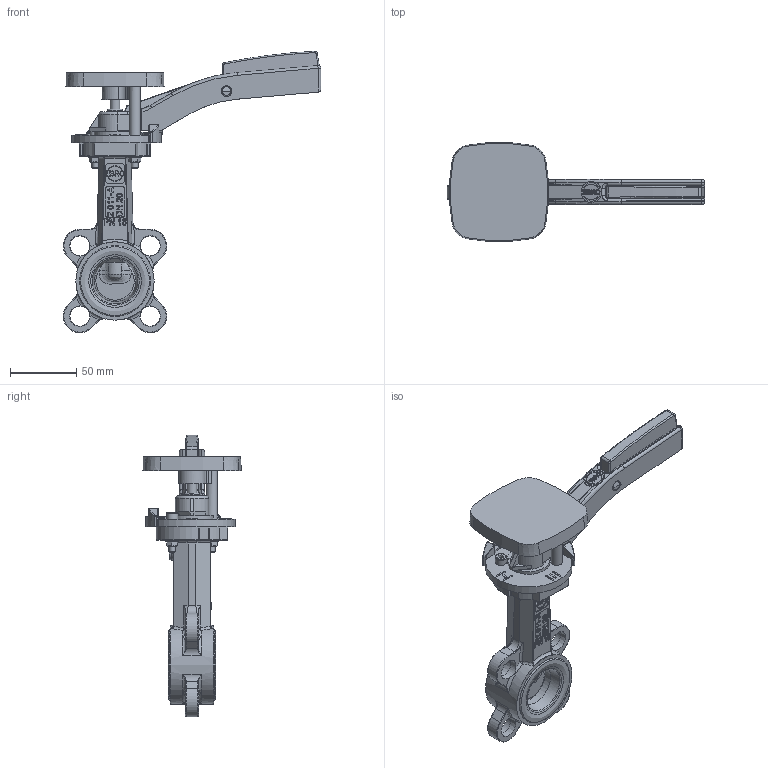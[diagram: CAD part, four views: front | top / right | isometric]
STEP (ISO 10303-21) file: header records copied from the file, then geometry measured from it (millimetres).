
FILE_DESCRIPTION((''),'2;1');
FILE_NAME('Z11Z-020-0008.stp','2009-01-28T11:02:19',('hellwig'),(''),'Autodesk Inventor 2008','Autodesk Inventor 2008','');
FILE_SCHEMA(('AUTOMOTIVE_DESIGN { 1 0 10303 214 1 1 1 1 }'));
Length unit declared in the file: millimetre
Products named in the file (1): Bauteil2
Bounding box: 194 x 74.5 x 212.08 mm (x, y, z)
Volume: 259376.4 mm3; surface area: 98729.6 mm2
Topology: 1 solids, 12 shells, 1565 faces, 4135 edges, 2603 vertices
Faces by surface type: plane 652, cylinder 413, bspline 357, torus 68, cone 62, sphere 13
Full cylindrical faces by diameter (mm): 2.5 x1, 3 x5, 4 x3, 4.5 x1, 5 x4, 5.3 x2, 5.5 x2, 6.45 x1, 7 x2, 8 x2, 8.2 x2, 8.5 x2, 9 x1, 9.2 x1, 9.5 x2, 9.8 x1, 11 x2, 11.2 x1, 12 x3, 12.2 x2, 12.35 x1, 13.8 x1, 14 x3, 14.35 x1, 15 x2, 15.2 x1, 16 x1, 16.2 x1, 16.95 x2, 25 x1
Entity records: 61372 total; most frequent: CARTESIAN_POINT 23749, ORIENTED_EDGE 7770, DIRECTION 6971, EDGE_CURVE 3885, AXIS2_PLACEMENT_3D 2543, VERTEX_POINT 2535, VECTOR 1885, LINE 1885
